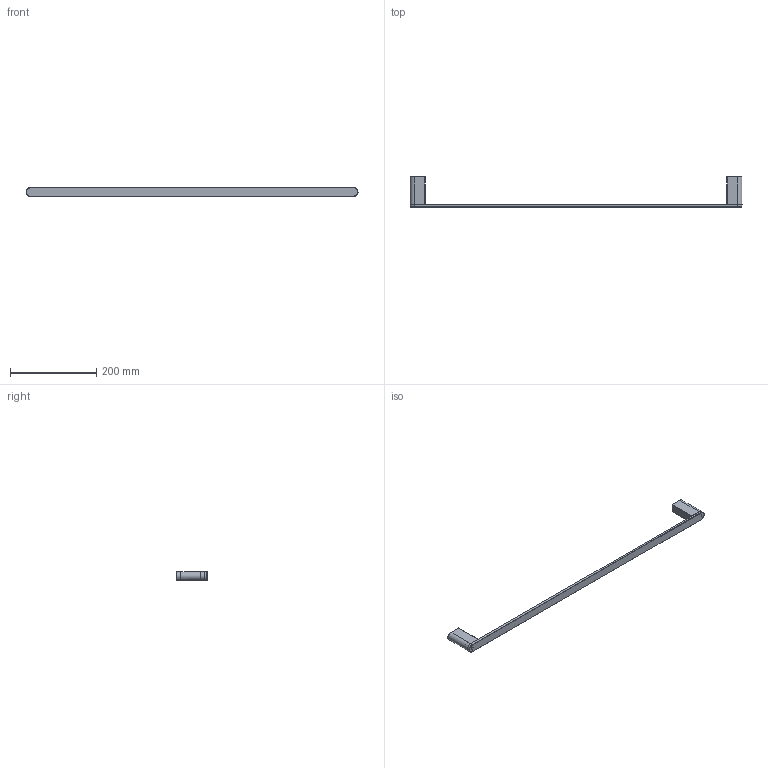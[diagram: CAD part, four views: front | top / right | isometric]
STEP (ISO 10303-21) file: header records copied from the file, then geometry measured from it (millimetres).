
FILE_DESCRIPTION(/* description */ (''),/* implementation_level */ '2;1');
FILE_NAME(/* name */ 'STEP - Mizu Soothe Single Towel Rail 750mm',/* time_stamp */ '2025-08-11T15:16:54+10:00',/* author */ (''),/* organization */ (''),/* preprocessor_version */ 'ST-DEVELOPER v16.5',/* originating_system */ 'Rhino 7.37',/* authorisation */ '');
FILE_SCHEMA (('AUTOMOTIVE_DESIGN'));
Length unit declared in the file: millimetre
Products named in the file (15): Document; 227130A_Mizu Soothe Single Towel Rail 750mm; 07130_ASM_ASM; 07130_ASM_6_ASM; 07130-A_ASM_4_ASM; 07130-01_3; 07124-02_1_1; 07124-04_1_1; 07124-01-A_5_1; 07124-01-B_6_1; WASHER_1_1; M5-10_1_1; 07100-01-A_4_1; 07100-01-B_6_1; M5-8_3_1
Assembly tree (21 placements, depth 6):
  Document
    227130A_Mizu Soothe Single Towel Rail 750mm
      07130_ASM_ASM
        07130_ASM_6_ASM
          07130-A_ASM_4_ASM
            07130-01_3
            07124-02_1_1  x2
          07124-04_1_1  x4
          07124-01-A_5_1
          07124-01-B_6_1
          WASHER_1_1  x2
          M5-10_1_1  x2
          07100-01-A_4_1
          07100-01-B_6_1
          M5-8_3_1  x2
Bounding box: 770 x 70.5 x 20 mm (x, y, z)
Volume: 128488.8 mm3; surface area: 73832.3 mm2
Topology: 17 solids, 25 shells, 410 faces, 1018 edges, 656 vertices
Faces by surface type: plane 158, bspline 134, cylinder 118
Entity records: 11056 total; most frequent: CARTESIAN_POINT 6008, ORIENTED_EDGE 1354, EDGE_CURVE 689, B_SPLINE_CURVE_WITH_KNOTS 465, VERTEX_POINT 451, EDGE_LOOP 314, DIRECTION 298, ADVANCED_FACE 274
